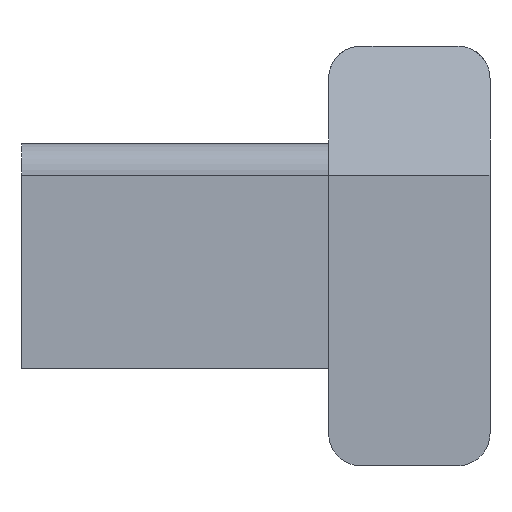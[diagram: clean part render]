
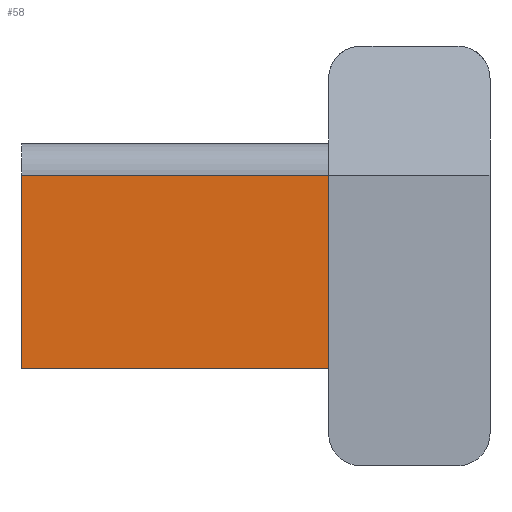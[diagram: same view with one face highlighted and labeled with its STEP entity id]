
A CAD part, front view. The second image highlights one B-rep face of the part: STEP entity #58.
In plain terms, the highlighted planar face has unit normal (0, -1, 0).
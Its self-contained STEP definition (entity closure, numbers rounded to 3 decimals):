
#58=ADVANCED_FACE('',(#98),#81,.T.);
#81=PLANE('',#463);
#98=FACE_OUTER_BOUND('',#120,.T.);
#120=EDGE_LOOP('',(#164,#165,#166,#167));
#164=ORIENTED_EDGE('',*,*,#323,.F.);
#165=ORIENTED_EDGE('',*,*,#324,.T.);
#166=ORIENTED_EDGE('',*,*,#325,.T.);
#167=ORIENTED_EDGE('',*,*,#306,.F.);
#266=VERTEX_POINT('',#626);
#267=VERTEX_POINT('',#628);
#282=VERTEX_POINT('',#663);
#283=VERTEX_POINT('',#665);
#306=EDGE_CURVE('',#266,#267,#366,.T.);
#323=EDGE_CURVE('',#282,#266,#381,.T.);
#324=EDGE_CURVE('',#282,#283,#382,.T.);
#325=EDGE_CURVE('',#283,#267,#383,.T.);
#366=LINE('',#627,#414);
#381=LINE('',#662,#429);
#382=LINE('',#664,#430);
#383=LINE('',#666,#431);
#414=VECTOR('',#502,1.);
#429=VECTOR('',#527,1.);
#430=VECTOR('',#528,1.);
#431=VECTOR('',#529,1.);
#463=AXIS2_PLACEMENT_3D('',#667,#530,#531);
#502=DIRECTION('',(-1.,0.,0.));
#527=DIRECTION('',(0.,0.,-1.));
#528=DIRECTION('',(-1.,0.,0.));
#529=DIRECTION('',(0.,0.,-1.));
#530=DIRECTION('',(0.,-1.,0.));
#531=DIRECTION('',(0.,0.,-1.));
#626=CARTESIAN_POINT('',(39.,-6.75,1.5));
#627=CARTESIAN_POINT('',(39.,-6.75,1.5));
#628=CARTESIAN_POINT('',(29.5,-6.75,1.5));
#662=CARTESIAN_POINT('',(39.,-6.75,8.5));
#663=CARTESIAN_POINT('',(39.,-6.75,7.5));
#664=CARTESIAN_POINT('',(29.5,-6.75,7.5));
#665=CARTESIAN_POINT('',(29.5,-6.75,7.5));
#666=CARTESIAN_POINT('',(29.5,-6.75,8.5));
#667=CARTESIAN_POINT('',(39.,-6.75,8.5));
